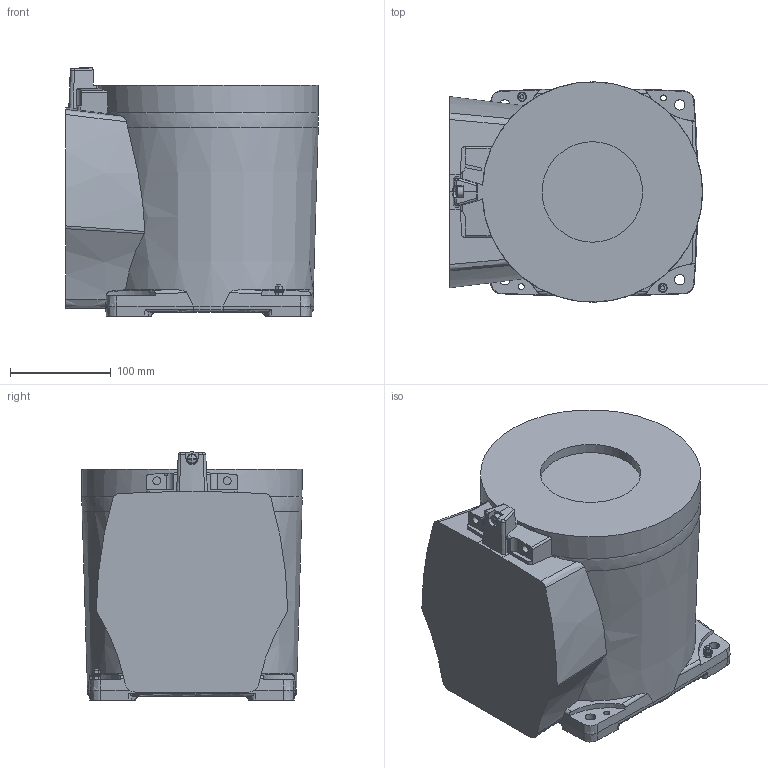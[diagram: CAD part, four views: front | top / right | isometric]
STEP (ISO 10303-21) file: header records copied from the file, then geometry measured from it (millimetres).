
FILE_DESCRIPTION (( 'STEP AP203' ), '1' );
FILE_NAME ('KR_6_R900-2_V01.sldasm-Part-13_Valor predeterminado_sldprt.STEP', '2019-06-20T10:47:03', ( '' ), ( '' ), 'SwSTEP 2.0', 'SolidWorks 2018', '' );
FILE_SCHEMA (( 'CONFIG_CONTROL_DESIGN' ));
Length unit declared in the file: millimetre
Products named in the file (1): KR_6_R900-2_V01.sldasm-Part-13_Valor predeterminado_sldprt
Bounding box: 251.5 x 218.96 x 246.81 mm (x, y, z)
Volume: 9731106.1 mm3; surface area: 289731.7 mm2
Topology: 1 solids, 2 shells, 279 faces, 712 edges, 455 vertices
Faces by surface type: plane 112, cylinder 76, bspline 44, cone 28, torus 13, sphere 6
Entity records: 10509 total; most frequent: CARTESIAN_POINT 4168, ORIENTED_EDGE 1424, DIRECTION 1155, EDGE_CURVE 712, AXIS2_PLACEMENT_3D 458, VERTEX_POINT 455, EDGE_LOOP 311, FACE_OUTER_BOUND 279
